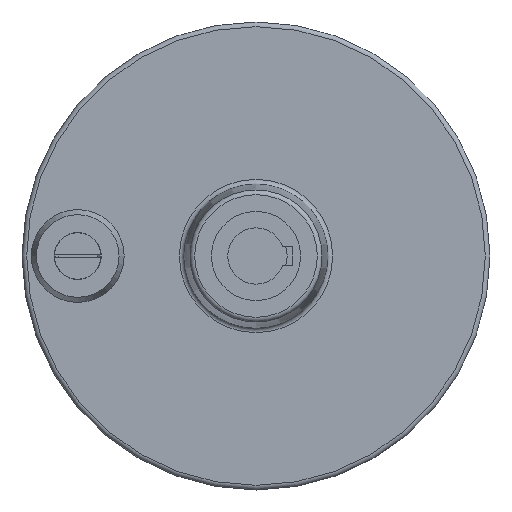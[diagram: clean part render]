
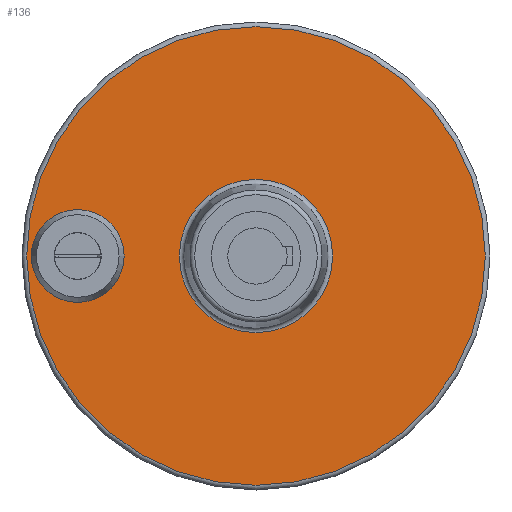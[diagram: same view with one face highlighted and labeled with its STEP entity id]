
A CAD part, front view. The second image highlights one B-rep face of the part: STEP entity #136.
In plain terms, the highlighted planar face has unit normal (0, -1, 0).
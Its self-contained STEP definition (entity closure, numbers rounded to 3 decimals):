
#136 = ADVANCED_FACE( '', ( #307, #308, #309 ), #310, .F. );
#307 = FACE_OUTER_BOUND( '', #513, .T. );
#308 = FACE_BOUND( '', #514, .T. );
#309 = FACE_BOUND( '', #515, .T. );
#310 = PLANE( '', #516 );
#513 = EDGE_LOOP( '', ( #833 ) );
#514 = EDGE_LOOP( '', ( #834 ) );
#515 = EDGE_LOOP( '', ( #835 ) );
#516 = AXIS2_PLACEMENT_3D( '', #836, #837, #838 );
#833 = ORIENTED_EDGE( '', *, *, #1075, .F. );
#834 = ORIENTED_EDGE( '', *, *, #1137, .F. );
#835 = ORIENTED_EDGE( '', *, *, #1065, .T. );
#836 = CARTESIAN_POINT( '', ( 21.669, -2.5, 0. ) );
#837 = DIRECTION( '', ( 0., 1., 0. ) );
#838 = DIRECTION( '', ( 0., 0., 1. ) );
#1065 = EDGE_CURVE( '', #1244, #1244, #1245, .T. );
#1075 = EDGE_CURVE( '', #1259, #1259, #1260, .T. );
#1137 = EDGE_CURVE( '', #1349, #1349, #1350, .F. );
#1244 = VERTEX_POINT( '', #1533 );
#1245 = CIRCLE( '', #1534, 16.331 );
#1259 = VERTEX_POINT( '', #1548 );
#1260 = CIRCLE( '', #1549, 48.885 );
#1349 = VERTEX_POINT( '', #1775 );
#1350 = CIRCLE( '', #1776, 9.892 );
#1533 = CARTESIAN_POINT( '', ( 38., -2.5, 16.331 ) );
#1534 = AXIS2_PLACEMENT_3D( '', #1911, #1912, #1913 );
#1548 = CARTESIAN_POINT( '', ( 38., -2.5, 48.885 ) );
#1549 = AXIS2_PLACEMENT_3D( '', #1929, #1930, #1931 );
#1775 = CARTESIAN_POINT( '', ( 0., -2.5, 9.892 ) );
#1776 = AXIS2_PLACEMENT_3D( '', #2002, #2003, #2004 );
#1911 = CARTESIAN_POINT( '', ( 38., -2.5, 0. ) );
#1912 = DIRECTION( '', ( 0., 1., 0. ) );
#1913 = DIRECTION( '', ( 0., 0., 1. ) );
#1929 = CARTESIAN_POINT( '', ( 38., -2.5, 0. ) );
#1930 = DIRECTION( '', ( 0., 1., 0. ) );
#1931 = DIRECTION( '', ( 0., 0., 1. ) );
#2002 = CARTESIAN_POINT( '', ( 0., -2.5, 0. ) );
#2003 = DIRECTION( '', ( 0., 1., 0. ) );
#2004 = DIRECTION( '', ( 0., 0., 1. ) );
